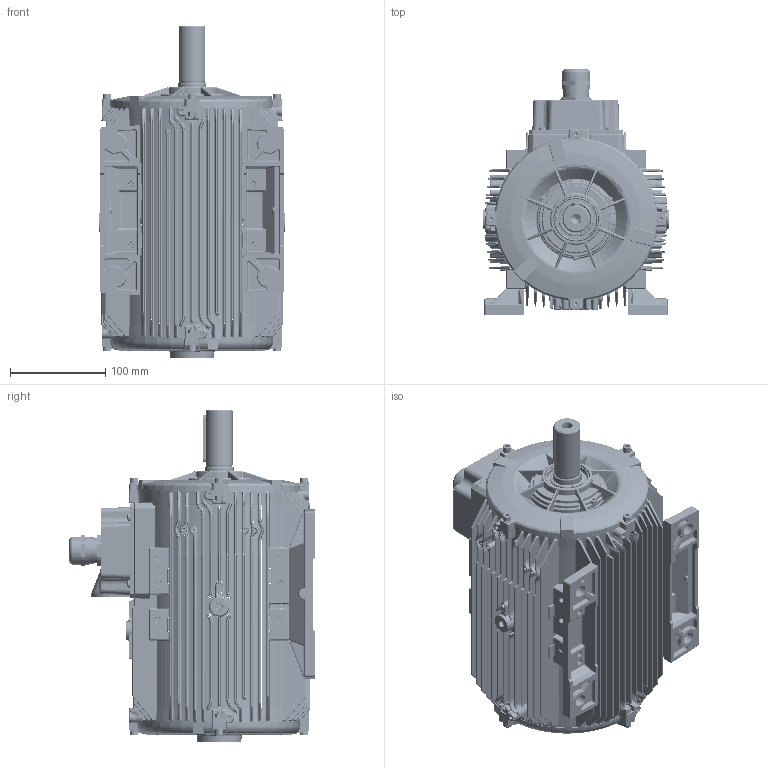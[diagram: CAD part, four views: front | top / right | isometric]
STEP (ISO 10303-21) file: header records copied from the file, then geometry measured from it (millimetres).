
FILE_DESCRIPTION(/* description */ (''),/* implementation_level */ '2;1');
FILE_NAME(/* name */ 'S2H100L2C40-KG.stp',/* time_stamp */ '2021-01-04T06:36:45+03:00',/* author */ (''),/* organization */ (''),/* preprocessor_version */ 'ST-DEVELOPER v16',/* originating_system */ 'SIEMENS PLM Software NX 11.0',/* authorisation */ '');
FILE_SCHEMA (('AUTOMOTIVE_DESIGN { 1 0 10303 214 3 1 1 1 }'));
Length unit declared in the file: millimetre
Products named in the file (1): 26030774DB1Fe4o9
Bounding box: 196 x 257.2 x 348 mm (x, y, z)
Surface area: 599605.1 mm2 (no closed solid volume)
Topology: 0 solids, 74 shells, 6364 faces, 17908 edges, 10715 vertices
Faces by surface type: bspline 2615, cylinder 1855, plane 1240, cone 284, torus 241, sphere 129
Full cylindrical faces by diameter (mm): 5 x8, 6.5 x8, 8 x4, 8.5 x9, 10.5 x1, 18 x1, 20 x1, 26.619 x1, 27.4 x1, 28 x1, 28.143 x1, 29.591 x2, 30 x1, 32 x1, 40 x1, 43.9 x1, 44.1 x1
Entity records: 288484 total; most frequent: CARTESIAN_POINT 103793, ORIENTED_EDGE 30313, DIRECTION 28629, EDGE_CURVE 17419, AXIS2_PLACEMENT_3D 11794, VERTEX_POINT 10634, EDGE_LOOP 6742, ADVANCED_FACE 6362
